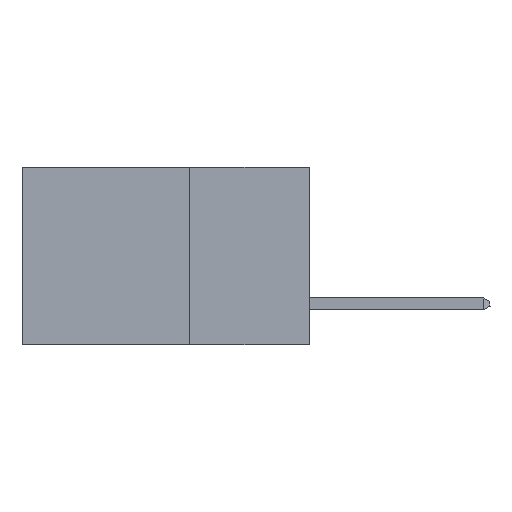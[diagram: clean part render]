
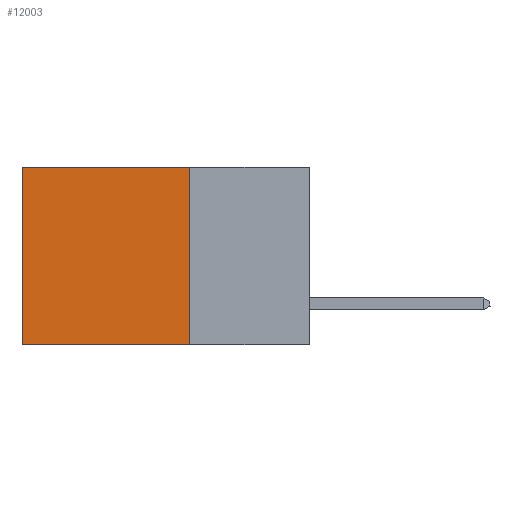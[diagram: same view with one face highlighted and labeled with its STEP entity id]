
A CAD part, left-side view. The second image highlights one B-rep face of the part: STEP entity #12003.
In plain terms, the highlighted planar face has unit normal (-1, 0, 0).
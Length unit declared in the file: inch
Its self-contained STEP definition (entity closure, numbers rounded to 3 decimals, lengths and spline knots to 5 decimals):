
#739 = VERTEX_POINT ( 'NONE', #19763 ) ;
#1468 = CARTESIAN_POINT ( 'NONE',  ( 0.2875, 0.6, -0.37 ) ) ;
#2351 = VECTOR ( 'NONE', #23907, 39.37008 ) ;
#2550 = FACE_OUTER_BOUND ( 'NONE', #20945, .T. ) ;
#3123 = VERTEX_POINT ( 'NONE', #9359 ) ;
#3284 = AXIS2_PLACEMENT_3D ( 'NONE', #17337, #7082, #17009 ) ;
#3631 = VECTOR ( 'NONE', #22196, 39.37008 ) ;
#6211 = CARTESIAN_POINT ( 'NONE',  ( 0.2875, 0.6, 0. ) ) ;
#6559 = VERTEX_POINT ( 'NONE', #1468 ) ;
#7082 = DIRECTION ( 'NONE',  ( 1., 0., 0. ) ) ;
#8531 = CARTESIAN_POINT ( 'NONE',  ( 0.2875, 0.25, 0. ) ) ;
#9359 = CARTESIAN_POINT ( 'NONE',  ( 0.2875, 0.25, -0.37 ) ) ;
#9507 = LINE ( 'NONE', #26007, #2351 ) ;
#12003 = ADVANCED_FACE ( 'NONE', ( #2550 ), #14508, .F. ) ;
#12275 = CARTESIAN_POINT ( 'NONE',  ( 0.2875, 0.25, 0. ) ) ;
#14402 = ORIENTED_EDGE ( 'NONE', *, *, #15173, .T. ) ;
#14508 = PLANE ( 'NONE',  #3284 ) ;
#14595 = CARTESIAN_POINT ( 'NONE',  ( 0.2875, 0.25, 0. ) ) ;
#15149 = EDGE_CURVE ( 'NONE', #3123, #6559, #9507, .T. ) ;
#15167 = VERTEX_POINT ( 'NONE', #8531 ) ;
#15173 = EDGE_CURVE ( 'NONE', #739, #6559, #21348, .T. ) ;
#16219 = VECTOR ( 'NONE', #24021, 39.37008 ) ;
#16309 = VECTOR ( 'NONE', #19908, 39.37008 ) ;
#17009 = DIRECTION ( 'NONE',  ( 0., 0., -1. ) ) ;
#17122 = LINE ( 'NONE', #14595, #3631 ) ;
#17337 = CARTESIAN_POINT ( 'NONE',  ( 0.2875, 0.25, 0. ) ) ;
#19763 = CARTESIAN_POINT ( 'NONE',  ( 0.2875, 0.6, 0. ) ) ;
#19908 = DIRECTION ( 'NONE',  ( 0., 0., -1. ) ) ;
#20473 = EDGE_CURVE ( 'NONE', #15167, #3123, #29817, .T. ) ;
#20945 = EDGE_LOOP ( 'NONE', ( #14402, #31413, #26843, #28244 ) ) ;
#21348 = LINE ( 'NONE', #6211, #16219 ) ;
#22196 = DIRECTION ( 'NONE',  ( 0., 1., 0. ) ) ;
#23907 = DIRECTION ( 'NONE',  ( 0., 1., 0. ) ) ;
#24021 = DIRECTION ( 'NONE',  ( 0., 0., -1. ) ) ;
#26007 = CARTESIAN_POINT ( 'NONE',  ( 0.2875, 0.25, -0.37 ) ) ;
#26843 = ORIENTED_EDGE ( 'NONE', *, *, #20473, .F. ) ;
#28244 = ORIENTED_EDGE ( 'NONE', *, *, #31367, .T. ) ;
#29817 = LINE ( 'NONE', #12275, #16309 ) ;
#31367 = EDGE_CURVE ( 'NONE', #15167, #739, #17122, .T. ) ;
#31413 = ORIENTED_EDGE ( 'NONE', *, *, #15149, .F. ) ;
